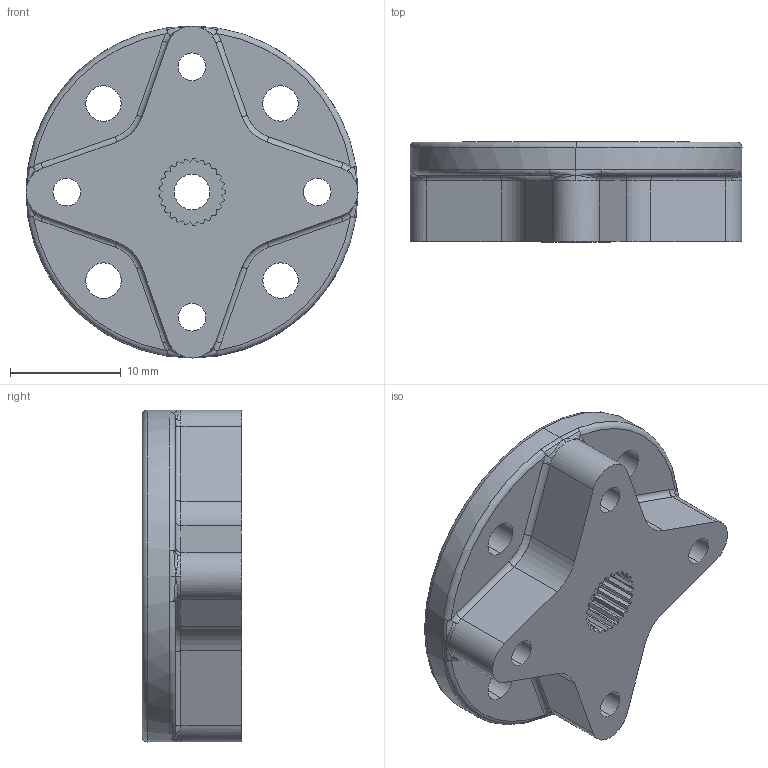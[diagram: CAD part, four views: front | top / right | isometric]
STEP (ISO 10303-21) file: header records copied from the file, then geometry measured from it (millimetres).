
FILE_DESCRIPTION (( 'STEP AP214' ), '1' );
FILE_NAME ('Servo Horn Upgrade.STEP', '2022-01-17T17:18:51', ( '' ), ( '' ), 'SwSTEP 2.0', 'SolidWorks 2021', '' );
FILE_SCHEMA (( 'AUTOMOTIVE_DESIGN' ));
Length unit declared in the file: millimetre
Products named in the file (1): Servo Horn Upgrade
Bounding box: 30 x 9 x 30 mm (x, y, z)
Volume: 3680.4 mm3; surface area: 2681.4 mm2
Topology: 1 solids, 1 shells, 175 faces, 469 edges, 298 vertices
Faces by surface type: plane 66, cylinder 59, bspline 36, torus 10, cone 4
Entity records: 7325 total; most frequent: CARTESIAN_POINT 3123, ORIENTED_EDGE 938, DIRECTION 769, EDGE_CURVE 469, VERTEX_POINT 298, AXIS2_PLACEMENT_3D 268, LINE 233, VECTOR 233
